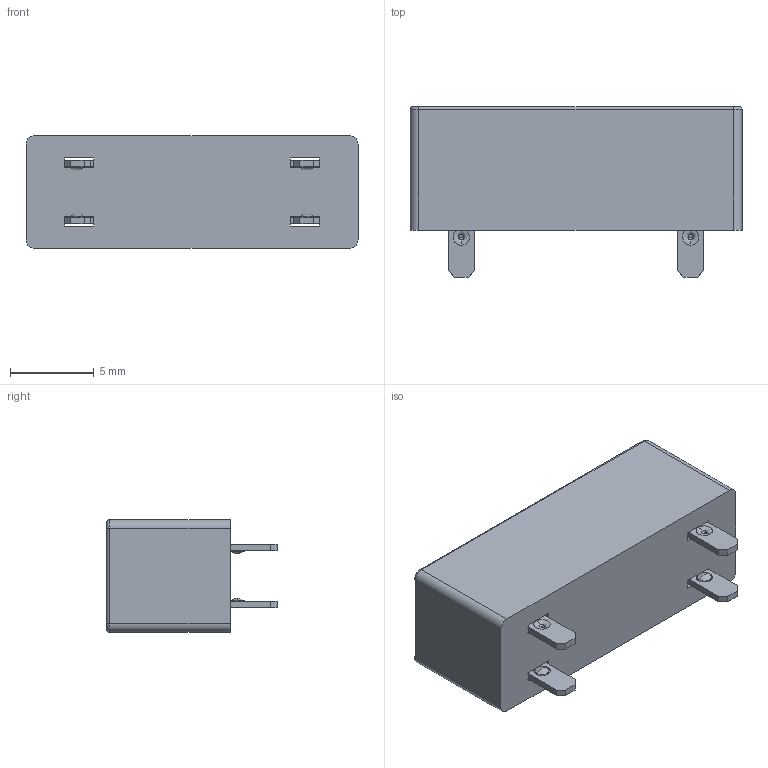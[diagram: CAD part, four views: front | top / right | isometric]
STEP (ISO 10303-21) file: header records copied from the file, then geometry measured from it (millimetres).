
FILE_DESCRIPTION (( 'STEP AP214' ), '1' );
FILE_NAME ('3557-15.STEP', '2024-01-28T04:43:06', ( '' ), ( '' ), 'SwSTEP 2.0', 'SolidWorks 2023', '' );
FILE_SCHEMA (( 'AUTOMOTIVE_DESIGN' ));
Length unit declared in the file: millimetre
Products named in the file (1): 3557-15
Bounding box: 19.81 x 10.16 x 6.73 mm (x, y, z)
Volume: 639.7 mm3; surface area: 1442.5 mm2
Topology: 3 solids, 3 shells, 241 faces, 668 edges, 440 vertices
Faces by surface type: plane 167, cylinder 38, bspline 36
Entity records: 9044 total; most frequent: CARTESIAN_POINT 2215, ORIENTED_EDGE 1336, DIRECTION 1184, EDGE_CURVE 668, VECTOR 508, LINE 508, VERTEX_POINT 440, AXIS2_PLACEMENT_3D 338
